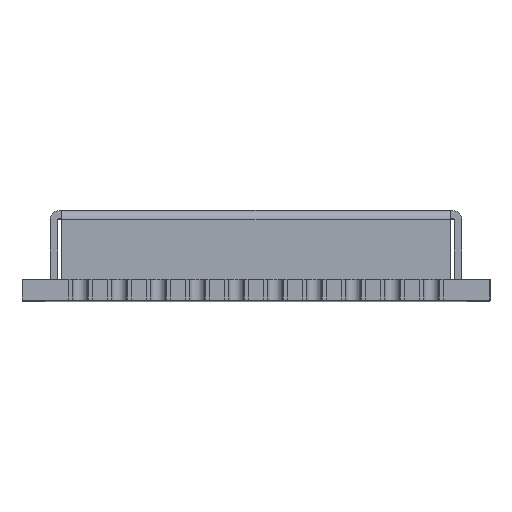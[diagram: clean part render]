
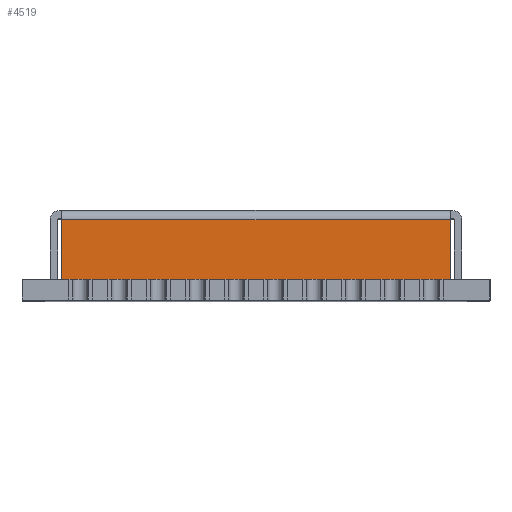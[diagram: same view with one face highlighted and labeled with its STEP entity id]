
A CAD part, top view. The second image highlights one B-rep face of the part: STEP entity #4519.
In plain terms, the highlighted planar face has unit normal (0, 0, 1).
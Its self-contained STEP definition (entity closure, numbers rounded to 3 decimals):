
#326 = CARTESIAN_POINT ( 'NONE',  ( -7.479, 0.8, 14.5 ) ) ;
#1213 = AXIS2_PLACEMENT_3D ( 'NONE', #26534, #26940, #19959 ) ;
#2935 = ORIENTED_EDGE ( 'NONE', *, *, #18651, .F. ) ;
#3527 = CARTESIAN_POINT ( 'NONE',  ( 7.479, 3.1, 14.5 ) ) ;
#3672 = CARTESIAN_POINT ( 'NONE',  ( 7.479, 0.8, 14.5 ) ) ;
#3697 = VECTOR ( 'NONE', #21954, 1000. ) ;
#4519 = ADVANCED_FACE ( 'NONE', ( #6835 ), #26806, .F. ) ;
#5423 = EDGE_LOOP ( 'NONE', ( #26442, #17303, #5859, #2935 ) ) ;
#5709 = VECTOR ( 'NONE', #9738, 1000. ) ;
#5859 = ORIENTED_EDGE ( 'NONE', *, *, #21308, .T. ) ;
#6424 = EDGE_CURVE ( 'NONE', #18414, #17486, #20737, .T. ) ;
#6835 = FACE_OUTER_BOUND ( 'NONE', #5423, .T. ) ;
#6968 = CARTESIAN_POINT ( 'NONE',  ( 0., 3.1, 14.5 ) ) ;
#7104 = CARTESIAN_POINT ( 'NONE',  ( -7.479, 34.909, 14.5 ) ) ;
#9123 = DIRECTION ( 'NONE',  ( 0., 1., 0. ) ) ;
#9368 = EDGE_CURVE ( 'NONE', #10057, #18414, #19951, .T. ) ;
#9738 = DIRECTION ( 'NONE',  ( 1., 0., 0. ) ) ;
#10057 = VERTEX_POINT ( 'NONE', #21193 ) ;
#10164 = CARTESIAN_POINT ( 'NONE',  ( -7.92, 0.8, 14.5 ) ) ;
#10854 = VECTOR ( 'NONE', #15679, 1000. ) ;
#15679 = DIRECTION ( 'NONE',  ( 0., -1., 0. ) ) ;
#17303 = ORIENTED_EDGE ( 'NONE', *, *, #6424, .T. ) ;
#17486 = VERTEX_POINT ( 'NONE', #3672 ) ;
#18248 = LINE ( 'NONE', #22399, #21043 ) ;
#18414 = VERTEX_POINT ( 'NONE', #326 ) ;
#18651 = EDGE_CURVE ( 'NONE', #10057, #25921, #22225, .T. ) ;
#19951 = LINE ( 'NONE', #7104, #10854 ) ;
#19959 = DIRECTION ( 'NONE',  ( -1., 0., 0. ) ) ;
#20737 = LINE ( 'NONE', #10164, #5709 ) ;
#21043 = VECTOR ( 'NONE', #9123, 1000. ) ;
#21193 = CARTESIAN_POINT ( 'NONE',  ( -7.479, 3.1, 14.5 ) ) ;
#21308 = EDGE_CURVE ( 'NONE', #17486, #25921, #18248, .T. ) ;
#21954 = DIRECTION ( 'NONE',  ( 1., 0., 0. ) ) ;
#22225 = LINE ( 'NONE', #6968, #3697 ) ;
#22399 = CARTESIAN_POINT ( 'NONE',  ( 7.479, 34.909, 14.5 ) ) ;
#25921 = VERTEX_POINT ( 'NONE', #3527 ) ;
#26442 = ORIENTED_EDGE ( 'NONE', *, *, #9368, .T. ) ;
#26534 = CARTESIAN_POINT ( 'NONE',  ( -7.92, 34.909, 14.5 ) ) ;
#26806 = PLANE ( 'NONE',  #1213 ) ;
#26940 = DIRECTION ( 'NONE',  ( 0., 0., -1. ) ) ;
